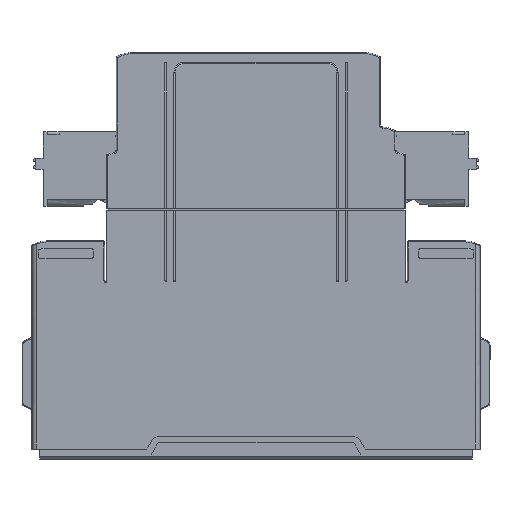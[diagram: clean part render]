
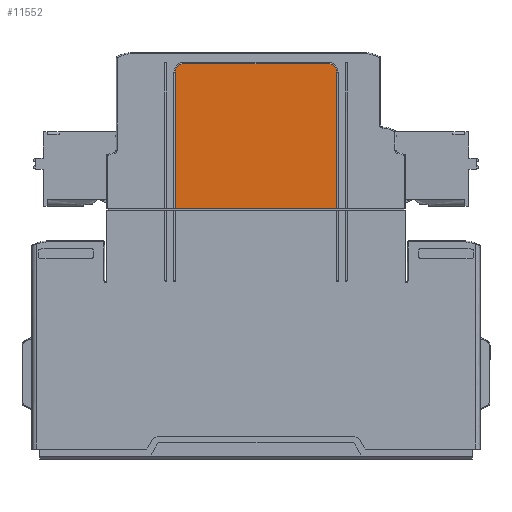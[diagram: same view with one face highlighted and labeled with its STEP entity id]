
A CAD part, left-side view. The second image highlights one B-rep face of the part: STEP entity #11552.
In plain terms, the highlighted planar face has unit normal (-1, 0, 0).
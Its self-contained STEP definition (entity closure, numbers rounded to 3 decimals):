
#9617=CARTESIAN_POINT('',(-8.9,-16.2,50.3));
#9618=VERTEX_POINT('',#9617);
#9626=CARTESIAN_POINT('',(-8.9,16.2,50.3));
#9627=VERTEX_POINT('',#9626);
#9628=CARTESIAN_POINT('',(-8.9,16.2,50.3));
#9629=DIRECTION('',(0.0,-1.0,0.0));
#9630=VECTOR('',#9629,32.4);
#9631=LINE('',#9628,#9630);
#9632=EDGE_CURVE('',#9627,#9618,#9631,.T.);
#11482=CARTESIAN_POINT('',(-8.9,-16.2,77.75));
#11483=VERTEX_POINT('',#11482);
#11484=CARTESIAN_POINT('',(-8.9,-16.2,77.75));
#11485=DIRECTION('',(0.,0.,-1.0));
#11486=VECTOR('',#11485,27.45);
#11487=LINE('',#11484,#11486);
#11488=EDGE_CURVE('',#11483,#9618,#11487,.T.);
#11511=CARTESIAN_POINT('',(-8.9,27.392,56.776));
#11512=DIRECTION('',(1.0,0.0,0.0));
#11513=DIRECTION('',(0.0,0.0,-1.0));
#11514=AXIS2_PLACEMENT_3D('',#11511,#11512,#11513);
#11515=PLANE('',#11514);
#11516=CARTESIAN_POINT('',(-8.9,16.2,77.75));
#11517=VERTEX_POINT('',#11516);
#11518=CARTESIAN_POINT('',(-8.9,16.2,77.75));
#11519=DIRECTION('',(0.,0.,-1.0));
#11520=VECTOR('',#11519,27.45);
#11521=LINE('',#11518,#11520);
#11522=EDGE_CURVE('',#11517,#9627,#11521,.T.);
#11523=ORIENTED_EDGE('',*,*,#11522,.T.);
#11524=ORIENTED_EDGE('',*,*,#9632,.T.);
#11525=ORIENTED_EDGE('',*,*,#11488,.F.);
#11526=CARTESIAN_POINT('',(-8.9,-14.5,79.45));
#11527=VERTEX_POINT('',#11526);
#11528=CARTESIAN_POINT('',(-8.9,-14.5,77.75));
#11529=DIRECTION('',(1.0,0.,0.));
#11530=DIRECTION('',(0.,0.,1.0));
#11531=AXIS2_PLACEMENT_3D('',#11528,#11529,#11530);
#11532=CIRCLE('',#11531,1.7);
#11533=EDGE_CURVE('',#11527,#11483,#11532,.T.);
#11534=ORIENTED_EDGE('',*,*,#11533,.F.);
#11535=CARTESIAN_POINT('',(-8.9,14.5,79.45));
#11536=VERTEX_POINT('',#11535);
#11537=CARTESIAN_POINT('',(-8.9,14.5,79.45));
#11538=DIRECTION('',(0.0,-1.0,0.0));
#11539=VECTOR('',#11538,29.);
#11540=LINE('',#11537,#11539);
#11541=EDGE_CURVE('',#11536,#11527,#11540,.T.);
#11542=ORIENTED_EDGE('',*,*,#11541,.F.);
#11543=CARTESIAN_POINT('',(-8.9,14.5,77.75));
#11544=DIRECTION('',(-1.0,0.,0.));
#11545=DIRECTION('',(0.,0.,1.0));
#11546=AXIS2_PLACEMENT_3D('',#11543,#11544,#11545);
#11547=CIRCLE('',#11546,1.7);
#11548=EDGE_CURVE('',#11536,#11517,#11547,.T.);
#11549=ORIENTED_EDGE('',*,*,#11548,.T.);
#11550=EDGE_LOOP('',(#11523,#11524,#11525,#11534,#11542,#11549));
#11551=FACE_OUTER_BOUND('',#11550,.T.);
#11552=ADVANCED_FACE('',(#11551),#11515,.F.);
